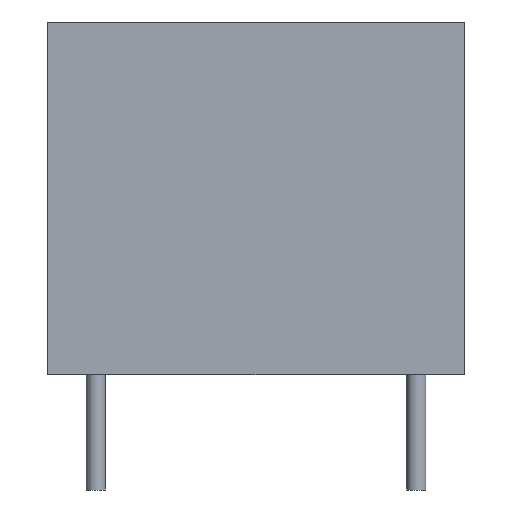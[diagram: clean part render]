
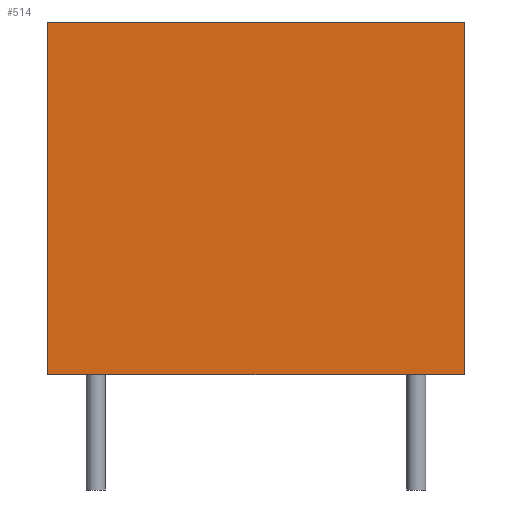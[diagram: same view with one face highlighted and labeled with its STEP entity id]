
A CAD part, front view. The second image highlights one B-rep face of the part: STEP entity #514.
In plain terms, the highlighted planar face has unit normal (0, -1, 0).
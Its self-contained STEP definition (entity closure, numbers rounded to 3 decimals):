
#7 = EDGE_LOOP ( 'NONE', ( #488, #44, #69, #304 ) ) ;
#17 = VERTEX_POINT ( 'NONE', #285 ) ;
#39 = CARTESIAN_POINT ( 'NONE',  ( -6.5, -2.5, 11. ) ) ;
#44 = ORIENTED_EDGE ( 'NONE', *, *, #102, .F. ) ;
#69 = ORIENTED_EDGE ( 'NONE', *, *, #134, .F. ) ;
#86 = DIRECTION ( 'NONE',  ( 0., 0., -1. ) ) ;
#90 = VERTEX_POINT ( 'NONE', #379 ) ;
#92 = VERTEX_POINT ( 'NONE', #131 ) ;
#100 = AXIS2_PLACEMENT_3D ( 'NONE', #519, #419, #423 ) ;
#102 = EDGE_CURVE ( 'NONE', #90, #17, #528, .T. ) ;
#123 = VERTEX_POINT ( 'NONE', #169 ) ;
#131 = CARTESIAN_POINT ( 'NONE',  ( -6.5, -2.5, 0. ) ) ;
#134 = EDGE_CURVE ( 'NONE', #123, #90, #280, .T. ) ;
#169 = CARTESIAN_POINT ( 'NONE',  ( -6.5, -2.5, 11. ) ) ;
#194 = CARTESIAN_POINT ( 'NONE',  ( -6.5, -2.5, 11. ) ) ;
#203 = VECTOR ( 'NONE', #449, 1000. ) ;
#210 = CARTESIAN_POINT ( 'NONE',  ( 6.5, -2.5, 11. ) ) ;
#249 = VECTOR ( 'NONE', #370, 1000. ) ;
#280 = LINE ( 'NONE', #194, #492 ) ;
#285 = CARTESIAN_POINT ( 'NONE',  ( 6.5, -2.5, 0. ) ) ;
#304 = ORIENTED_EDGE ( 'NONE', *, *, #469, .T. ) ;
#312 = CARTESIAN_POINT ( 'NONE',  ( -6.5, -2.5, 0. ) ) ;
#343 = PLANE ( 'NONE',  #100 ) ;
#350 = FACE_OUTER_BOUND ( 'NONE', #7, .T. ) ;
#361 = EDGE_CURVE ( 'NONE', #92, #17, #454, .T. ) ;
#370 = DIRECTION ( 'NONE',  ( 0., 0., -1. ) ) ;
#379 = CARTESIAN_POINT ( 'NONE',  ( 6.5, -2.5, 11. ) ) ;
#409 = VECTOR ( 'NONE', #86, 1000. ) ;
#419 = DIRECTION ( 'NONE',  ( 0., 1., 0. ) ) ;
#423 = DIRECTION ( 'NONE',  ( 0., 0., 1. ) ) ;
#449 = DIRECTION ( 'NONE',  ( 1., 0., 0. ) ) ;
#454 = LINE ( 'NONE', #312, #203 ) ;
#469 = EDGE_CURVE ( 'NONE', #123, #92, #477, .T. ) ;
#477 = LINE ( 'NONE', #39, #249 ) ;
#488 = ORIENTED_EDGE ( 'NONE', *, *, #361, .T. ) ;
#492 = VECTOR ( 'NONE', #532, 1000. ) ;
#514 = ADVANCED_FACE ( 'NONE', ( #350 ), #343, .F. ) ;
#519 = CARTESIAN_POINT ( 'NONE',  ( -6.5, -2.5, 11. ) ) ;
#528 = LINE ( 'NONE', #210, #409 ) ;
#532 = DIRECTION ( 'NONE',  ( 1., 0., 0. ) ) ;
